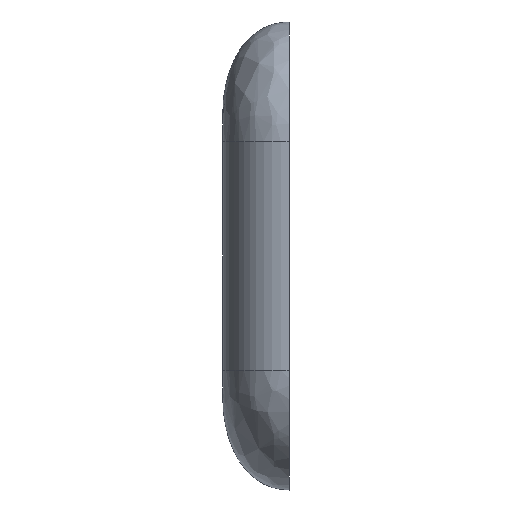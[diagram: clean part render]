
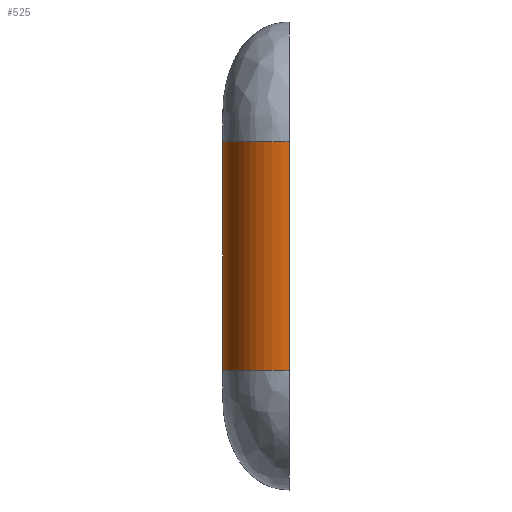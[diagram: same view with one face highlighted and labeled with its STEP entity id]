
A CAD part, left-side view. The second image highlights one B-rep face of the part: STEP entity #525.
In plain terms, the highlighted free-form (B-spline) face has degree [3, 1] with [13, 2] control points.
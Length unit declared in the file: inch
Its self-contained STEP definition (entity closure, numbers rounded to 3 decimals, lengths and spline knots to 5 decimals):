
#48=B_SPLINE_SURFACE_WITH_KNOTS('',3,1,((#1249,#1250),(#1251,#1252),(#1253,
#1254),(#1255,#1256),(#1257,#1258),(#1259,#1260),(#1261,#1262),(#1263,#1264),
(#1265,#1266),(#1267,#1268),(#1269,#1270),(#1271,#1272),(#1273,#1274)),
 .UNSPECIFIED.,.F.,.F.,.F.,(4,3,3,3,4),(2,2),(-0.40766,-0.3098,
-0.19119,-0.02059,0.),(0.,2.53492),.UNSPECIFIED.);
#141=FACE_OUTER_BOUND('',#172,.T.);
#172=EDGE_LOOP('',(#423,#424,#425,#426));
#199=B_SPLINE_CURVE_WITH_KNOTS('',1,(#1019,#1020),.UNSPECIFIED.,.F.,.F.,
(2,2),(0.,2.53492),.UNSPECIFIED.);
#203=B_SPLINE_CURVE_WITH_KNOTS('',3,(#1099,#1100,#1101,#1102,#1103,#1104,
#1105,#1106,#1107,#1108,#1109,#1110,#1111),.UNSPECIFIED.,.F.,.F.,(4,3,3,
3,4),(-0.40604,-0.3098,-0.19119,-0.02059,
0.),.UNSPECIFIED.);
#210=B_SPLINE_CURVE_WITH_KNOTS('',3,(#1276,#1277,#1278,#1279,#1280,#1281,
#1282,#1283,#1284,#1285,#1286,#1287,#1288),.UNSPECIFIED.,.F.,.F.,(4,3,3,
3,4),(-0.40604,-0.3098,-0.19119,-0.02059,
0.),.UNSPECIFIED.);
#211=B_SPLINE_CURVE_WITH_KNOTS('',3,(#1289,#1290,#1291,#1292,#1293,#1294),
 .UNSPECIFIED.,.F.,.F.,(4,2,4),(-2.53492,-1.26746,0.),.UNSPECIFIED.);
#247=VERTEX_POINT('',#1016);
#248=VERTEX_POINT('',#1018);
#255=VERTEX_POINT('',#1098);
#259=VERTEX_POINT('',#1275);
#300=EDGE_CURVE('',#248,#247,#199,.T.);
#315=EDGE_CURVE('',#255,#247,#203,.T.);
#322=EDGE_CURVE('',#259,#248,#210,.T.);
#323=EDGE_CURVE('',#255,#259,#211,.T.);
#423=ORIENTED_EDGE('',*,*,#322,.T.);
#424=ORIENTED_EDGE('',*,*,#300,.T.);
#425=ORIENTED_EDGE('',*,*,#315,.F.);
#426=ORIENTED_EDGE('',*,*,#323,.T.);
#525=ADVANCED_FACE('',(#141),#48,.T.);
#1016=CARTESIAN_POINT('',(-0.625,0.57,-0.499));
#1018=CARTESIAN_POINT('',(-0.625,0.57,0.499));
#1019=CARTESIAN_POINT('Ctrl Pts',(-0.625,0.57,0.499));
#1020=CARTESIAN_POINT('Ctrl Pts',(-0.625,0.57,-0.499));
#1098=CARTESIAN_POINT('',(-1.02118,0.28,-0.499));
#1099=CARTESIAN_POINT('Ctrl Pts',(-1.02118,0.28,-0.499));
#1100=CARTESIAN_POINT('Ctrl Pts',(-1.02158,0.32519,-0.499));
#1101=CARTESIAN_POINT('Ctrl Pts',(-1.00833,0.37344,-0.499));
#1102=CARTESIAN_POINT('Ctrl Pts',(-0.98319,0.41263,
-0.499));
#1103=CARTESIAN_POINT('Ctrl Pts',(-0.9522,0.46094,-0.499));
#1104=CARTESIAN_POINT('Ctrl Pts',(-0.90711,0.49468,
-0.499));
#1105=CARTESIAN_POINT('Ctrl Pts',(-0.85993,0.51796,
-0.499));
#1106=CARTESIAN_POINT('Ctrl Pts',(-0.79208,0.55144,
-0.499));
#1107=CARTESIAN_POINT('Ctrl Pts',(-0.71699,0.56624,
-0.499));
#1108=CARTESIAN_POINT('Ctrl Pts',(-0.64923,0.56942,
-0.499));
#1109=CARTESIAN_POINT('Ctrl Pts',(-0.64105,0.5698,
-0.499));
#1110=CARTESIAN_POINT('Ctrl Pts',(-0.63297,0.57,-0.499));
#1111=CARTESIAN_POINT('Ctrl Pts',(-0.625,0.57,-0.499));
#1249=CARTESIAN_POINT('Ctrl Pts',(-1.02115,0.27771,0.499));
#1250=CARTESIAN_POINT('Ctrl Pts',(-1.02115,0.27771,-0.499));
#1251=CARTESIAN_POINT('Ctrl Pts',(-1.02202,0.32355,0.499));
#1252=CARTESIAN_POINT('Ctrl Pts',(-1.02202,0.32355,-0.499));
#1253=CARTESIAN_POINT('Ctrl Pts',(-1.00875,0.37278,0.499));
#1254=CARTESIAN_POINT('Ctrl Pts',(-1.00875,0.37278,-0.499));
#1255=CARTESIAN_POINT('Ctrl Pts',(-0.98319,0.41263,
0.499));
#1256=CARTESIAN_POINT('Ctrl Pts',(-0.98319,0.41263,
-0.499));
#1257=CARTESIAN_POINT('Ctrl Pts',(-0.9522,0.46094,0.499));
#1258=CARTESIAN_POINT('Ctrl Pts',(-0.9522,0.46094,-0.499));
#1259=CARTESIAN_POINT('Ctrl Pts',(-0.90711,0.49468,
0.499));
#1260=CARTESIAN_POINT('Ctrl Pts',(-0.90711,0.49468,
-0.499));
#1261=CARTESIAN_POINT('Ctrl Pts',(-0.85993,0.51796,
0.499));
#1262=CARTESIAN_POINT('Ctrl Pts',(-0.85993,0.51796,
-0.499));
#1263=CARTESIAN_POINT('Ctrl Pts',(-0.79208,0.55144,
0.499));
#1264=CARTESIAN_POINT('Ctrl Pts',(-0.79208,0.55144,
-0.499));
#1265=CARTESIAN_POINT('Ctrl Pts',(-0.71699,0.56624,
0.499));
#1266=CARTESIAN_POINT('Ctrl Pts',(-0.71699,0.56624,
-0.499));
#1267=CARTESIAN_POINT('Ctrl Pts',(-0.64923,0.56942,
0.499));
#1268=CARTESIAN_POINT('Ctrl Pts',(-0.64923,0.56942,
-0.499));
#1269=CARTESIAN_POINT('Ctrl Pts',(-0.64105,0.5698,
0.499));
#1270=CARTESIAN_POINT('Ctrl Pts',(-0.64105,0.5698,
-0.499));
#1271=CARTESIAN_POINT('Ctrl Pts',(-0.63297,0.57,0.499));
#1272=CARTESIAN_POINT('Ctrl Pts',(-0.63297,0.57,-0.499));
#1273=CARTESIAN_POINT('Ctrl Pts',(-0.625,0.57,0.499));
#1274=CARTESIAN_POINT('Ctrl Pts',(-0.625,0.57,-0.499));
#1275=CARTESIAN_POINT('',(-1.02118,0.28,0.499));
#1276=CARTESIAN_POINT('Ctrl Pts',(-1.02118,0.28,0.499));
#1277=CARTESIAN_POINT('Ctrl Pts',(-1.02158,0.32519,0.499));
#1278=CARTESIAN_POINT('Ctrl Pts',(-1.00833,0.37344,0.499));
#1279=CARTESIAN_POINT('Ctrl Pts',(-0.98319,0.41263,
0.499));
#1280=CARTESIAN_POINT('Ctrl Pts',(-0.9522,0.46094,0.499));
#1281=CARTESIAN_POINT('Ctrl Pts',(-0.90711,0.49468,
0.499));
#1282=CARTESIAN_POINT('Ctrl Pts',(-0.85993,0.51796,
0.499));
#1283=CARTESIAN_POINT('Ctrl Pts',(-0.79208,0.55144,
0.499));
#1284=CARTESIAN_POINT('Ctrl Pts',(-0.71699,0.56624,
0.499));
#1285=CARTESIAN_POINT('Ctrl Pts',(-0.64923,0.56942,
0.499));
#1286=CARTESIAN_POINT('Ctrl Pts',(-0.64105,0.5698,
0.499));
#1287=CARTESIAN_POINT('Ctrl Pts',(-0.63297,0.57,0.499));
#1288=CARTESIAN_POINT('Ctrl Pts',(-0.625,0.57,0.499));
#1289=CARTESIAN_POINT('Ctrl Pts',(-1.02118,0.28,-0.499));
#1290=CARTESIAN_POINT('Ctrl Pts',(-1.02118,0.28,-0.33267));
#1291=CARTESIAN_POINT('Ctrl Pts',(-1.02118,0.28,-0.16633));
#1292=CARTESIAN_POINT('Ctrl Pts',(-1.02118,0.28,0.16633));
#1293=CARTESIAN_POINT('Ctrl Pts',(-1.02118,0.28,0.33267));
#1294=CARTESIAN_POINT('Ctrl Pts',(-1.02118,0.28,0.499));
